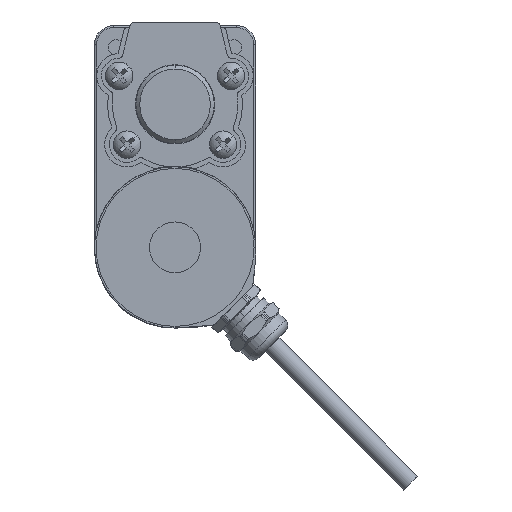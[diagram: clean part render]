
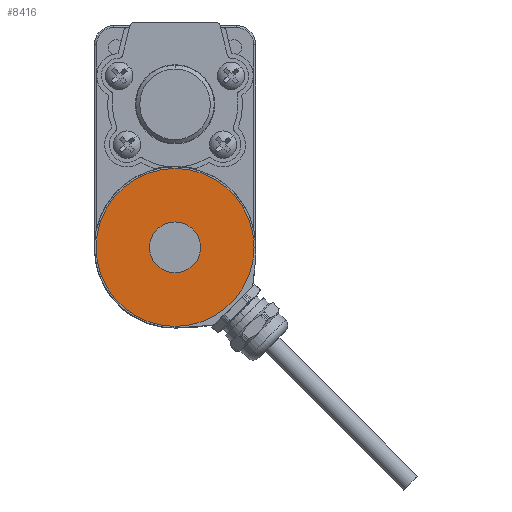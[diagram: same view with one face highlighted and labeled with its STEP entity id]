
A CAD part, front view. The second image highlights one B-rep face of the part: STEP entity #8416.
In plain terms, the highlighted planar face has unit normal (0, -1, 0).
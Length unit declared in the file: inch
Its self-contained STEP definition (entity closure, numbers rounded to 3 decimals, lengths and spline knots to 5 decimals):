
#276 = ORIENTED_EDGE ( 'NONE', *, *, #34573, .F. ) ;
#1398 = CIRCLE ( 'NONE', #34307, 0.25591 ) ;
#5301 = FACE_BOUND ( 'NONE', #39625, .T. ) ;
#6810 = EDGE_CURVE ( 'NONE', #15980, #10003, #37321, .T. ) ;
#8416 = ADVANCED_FACE ( 'NONE', ( #5301, #30281 ), #14021, .T. ) ;
#8731 = DIRECTION ( 'NONE',  ( 0., 0., 1. ) ) ;
#10003 = VERTEX_POINT ( 'NONE', #36987 ) ;
#10852 = CARTESIAN_POINT ( 'NONE',  ( 0., -3.4252, 0. ) ) ;
#11721 = CARTESIAN_POINT ( 'NONE',  ( 0., -3.4252, 0. ) ) ;
#12092 = DIRECTION ( 'NONE',  ( 0., 0., -1. ) ) ;
#12148 = AXIS2_PLACEMENT_3D ( 'NONE', #10852, #29372, #38827 ) ;
#12222 = DIRECTION ( 'NONE',  ( 0., -1., 0. ) ) ;
#13641 = CIRCLE ( 'NONE', #23389, 0.79331 ) ;
#14021 = PLANE ( 'NONE',  #12148 ) ;
#15428 = VERTEX_POINT ( 'NONE', #17157 ) ;
#15980 = VERTEX_POINT ( 'NONE', #39025 ) ;
#16010 = AXIS2_PLACEMENT_3D ( 'NONE', #11721, #24083, #8731 ) ;
#17157 = CARTESIAN_POINT ( 'NONE',  ( 0., -3.4252, 0.25591 ) ) ;
#17904 = ORIENTED_EDGE ( 'NONE', *, *, #6810, .F. ) ;
#20705 = EDGE_CURVE ( 'NONE', #10003, #15980, #13641, .T. ) ;
#23389 = AXIS2_PLACEMENT_3D ( 'NONE', #40455, #40298, #27729 ) ;
#24083 = DIRECTION ( 'NONE',  ( 0., 1., 0. ) ) ;
#24244 = AXIS2_PLACEMENT_3D ( 'NONE', #27879, #12222, #24853 ) ;
#24853 = DIRECTION ( 'NONE',  ( 0., 0., -1. ) ) ;
#26025 = ORIENTED_EDGE ( 'NONE', *, *, #20705, .F. ) ;
#27729 = DIRECTION ( 'NONE',  ( 0., 0., 1. ) ) ;
#27739 = DIRECTION ( 'NONE',  ( 0., -1., 0. ) ) ;
#27879 = CARTESIAN_POINT ( 'NONE',  ( 0., -3.4252, 0. ) ) ;
#28029 = ORIENTED_EDGE ( 'NONE', *, *, #31783, .F. ) ;
#29372 = DIRECTION ( 'NONE',  ( 0., -1., 0. ) ) ;
#30103 = CIRCLE ( 'NONE', #24244, 0.25591 ) ;
#30281 = FACE_OUTER_BOUND ( 'NONE', #36459, .T. ) ;
#31783 = EDGE_CURVE ( 'NONE', #36292, #15428, #30103, .T. ) ;
#34134 = CARTESIAN_POINT ( 'NONE',  ( 0., -3.4252, -0.25591 ) ) ;
#34307 = AXIS2_PLACEMENT_3D ( 'NONE', #37292, #27739, #12092 ) ;
#34573 = EDGE_CURVE ( 'NONE', #15428, #36292, #1398, .T. ) ;
#36292 = VERTEX_POINT ( 'NONE', #34134 ) ;
#36459 = EDGE_LOOP ( 'NONE', ( #17904, #26025 ) ) ;
#36987 = CARTESIAN_POINT ( 'NONE',  ( 0., -3.4252, -0.79331 ) ) ;
#37292 = CARTESIAN_POINT ( 'NONE',  ( 0., -3.4252, 0. ) ) ;
#37321 = CIRCLE ( 'NONE', #16010, 0.79331 ) ;
#38827 = DIRECTION ( 'NONE',  ( 0., 0., -1. ) ) ;
#39025 = CARTESIAN_POINT ( 'NONE',  ( 0., -3.4252, 0.79331 ) ) ;
#39625 = EDGE_LOOP ( 'NONE', ( #276, #28029 ) ) ;
#40298 = DIRECTION ( 'NONE',  ( 0., 1., 0. ) ) ;
#40455 = CARTESIAN_POINT ( 'NONE',  ( 0., -3.4252, 0. ) ) ;
